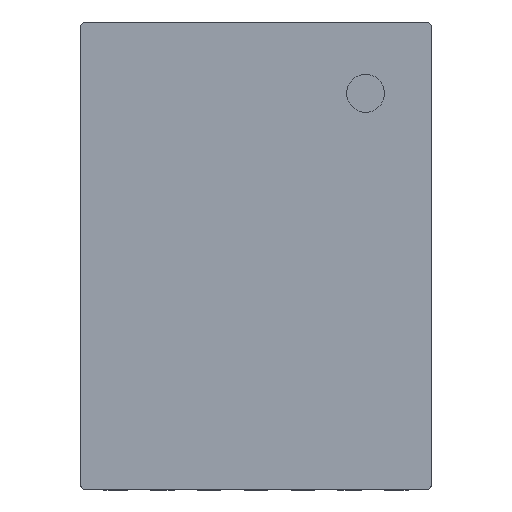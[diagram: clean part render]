
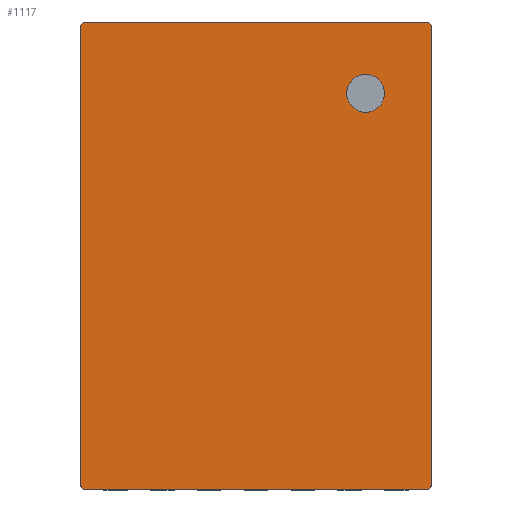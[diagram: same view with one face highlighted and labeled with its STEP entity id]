
A CAD part, top view. The second image highlights one B-rep face of the part: STEP entity #1117.
In plain terms, the highlighted planar face has unit normal (0, 0, 1).
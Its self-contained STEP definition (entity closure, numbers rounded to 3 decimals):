
#54 = VERTEX_POINT('',#55);
#55 = CARTESIAN_POINT('',(-2.9,-4.,1.));
#61 = EDGE_CURVE('',#54,#62,#64,.T.);
#62 = VERTEX_POINT('',#63);
#63 = CARTESIAN_POINT('',(2.9,-4.,1.));
#64 = LINE('',#65,#66);
#65 = CARTESIAN_POINT('',(-3.,-4.,1.));
#66 = VECTOR('',#67,1.);
#67 = DIRECTION('',(1.,0.,0.));
#1098 = VERTEX_POINT('',#1099);
#1099 = CARTESIAN_POINT('',(3.,-3.9,1.));
#1105 = EDGE_CURVE('',#62,#1098,#1106,.T.);
#1106 = CIRCLE('',#1107,0.1);
#1107 = AXIS2_PLACEMENT_3D('',#1108,#1109,#1110);
#1108 = CARTESIAN_POINT('',(2.9,-3.9,1.));
#1109 = DIRECTION('',(-0.,0.,1.));
#1110 = DIRECTION('',(0.,-1.,0.));
#1117 = ADVANCED_FACE('',(#1118,#1171),#1182,.T.);
#1118 = FACE_BOUND('',#1119,.T.);
#1119 = EDGE_LOOP('',(#1120,#1121,#1122,#1130,#1139,#1147,#1156,#1164));
#1120 = ORIENTED_EDGE('',*,*,#61,.T.);
#1121 = ORIENTED_EDGE('',*,*,#1105,.T.);
#1122 = ORIENTED_EDGE('',*,*,#1123,.T.);
#1123 = EDGE_CURVE('',#1098,#1124,#1126,.T.);
#1124 = VERTEX_POINT('',#1125);
#1125 = CARTESIAN_POINT('',(3.,3.9,1.));
#1126 = LINE('',#1127,#1128);
#1127 = CARTESIAN_POINT('',(3.,-4.,1.));
#1128 = VECTOR('',#1129,1.);
#1129 = DIRECTION('',(0.,1.,0.));
#1130 = ORIENTED_EDGE('',*,*,#1131,.T.);
#1131 = EDGE_CURVE('',#1124,#1132,#1134,.T.);
#1132 = VERTEX_POINT('',#1133);
#1133 = CARTESIAN_POINT('',(2.9,4.,1.));
#1134 = CIRCLE('',#1135,0.1);
#1135 = AXIS2_PLACEMENT_3D('',#1136,#1137,#1138);
#1136 = CARTESIAN_POINT('',(2.9,3.9,1.));
#1137 = DIRECTION('',(-0.,0.,1.));
#1138 = DIRECTION('',(0.,-1.,0.));
#1139 = ORIENTED_EDGE('',*,*,#1140,.T.);
#1140 = EDGE_CURVE('',#1132,#1141,#1143,.T.);
#1141 = VERTEX_POINT('',#1142);
#1142 = CARTESIAN_POINT('',(-2.9,4.,1.));
#1143 = LINE('',#1144,#1145);
#1144 = CARTESIAN_POINT('',(3.,4.,1.));
#1145 = VECTOR('',#1146,1.);
#1146 = DIRECTION('',(-1.,0.,0.));
#1147 = ORIENTED_EDGE('',*,*,#1148,.T.);
#1148 = EDGE_CURVE('',#1141,#1149,#1151,.T.);
#1149 = VERTEX_POINT('',#1150);
#1150 = CARTESIAN_POINT('',(-3.,3.9,1.));
#1151 = CIRCLE('',#1152,0.1);
#1152 = AXIS2_PLACEMENT_3D('',#1153,#1154,#1155);
#1153 = CARTESIAN_POINT('',(-2.9,3.9,1.));
#1154 = DIRECTION('',(-0.,0.,1.));
#1155 = DIRECTION('',(0.,-1.,0.));
#1156 = ORIENTED_EDGE('',*,*,#1157,.T.);
#1157 = EDGE_CURVE('',#1149,#1158,#1160,.T.);
#1158 = VERTEX_POINT('',#1159);
#1159 = CARTESIAN_POINT('',(-3.,-3.9,1.));
#1160 = LINE('',#1161,#1162);
#1161 = CARTESIAN_POINT('',(-3.,4.,1.));
#1162 = VECTOR('',#1163,1.);
#1163 = DIRECTION('',(0.,-1.,0.));
#1164 = ORIENTED_EDGE('',*,*,#1165,.F.);
#1165 = EDGE_CURVE('',#54,#1158,#1166,.T.);
#1166 = CIRCLE('',#1167,0.1);
#1167 = AXIS2_PLACEMENT_3D('',#1168,#1169,#1170);
#1168 = CARTESIAN_POINT('',(-2.9,-3.9,1.));
#1169 = DIRECTION('',(-0.,-0.,-1.));
#1170 = DIRECTION('',(0.,-1.,0.));
#1171 = FACE_BOUND('',#1172,.T.);
#1172 = EDGE_LOOP('',(#1173));
#1173 = ORIENTED_EDGE('',*,*,#1174,.F.);
#1174 = EDGE_CURVE('',#1175,#1175,#1177,.T.);
#1175 = VERTEX_POINT('',#1176);
#1176 = CARTESIAN_POINT('',(2.197,2.78,1.));
#1177 = CIRCLE('',#1178,0.324);
#1178 = AXIS2_PLACEMENT_3D('',#1179,#1180,#1181);
#1179 = CARTESIAN_POINT('',(1.873,2.78,1.));
#1180 = DIRECTION('',(0.,0.,1.));
#1181 = DIRECTION('',(1.,0.,0.));
#1182 = PLANE('',#1183);
#1183 = AXIS2_PLACEMENT_3D('',#1184,#1185,#1186);
#1184 = CARTESIAN_POINT('',(0.,0.,1.));
#1185 = DIRECTION('',(0.,0.,1.));
#1186 = DIRECTION('',(1.,0.,0.));
